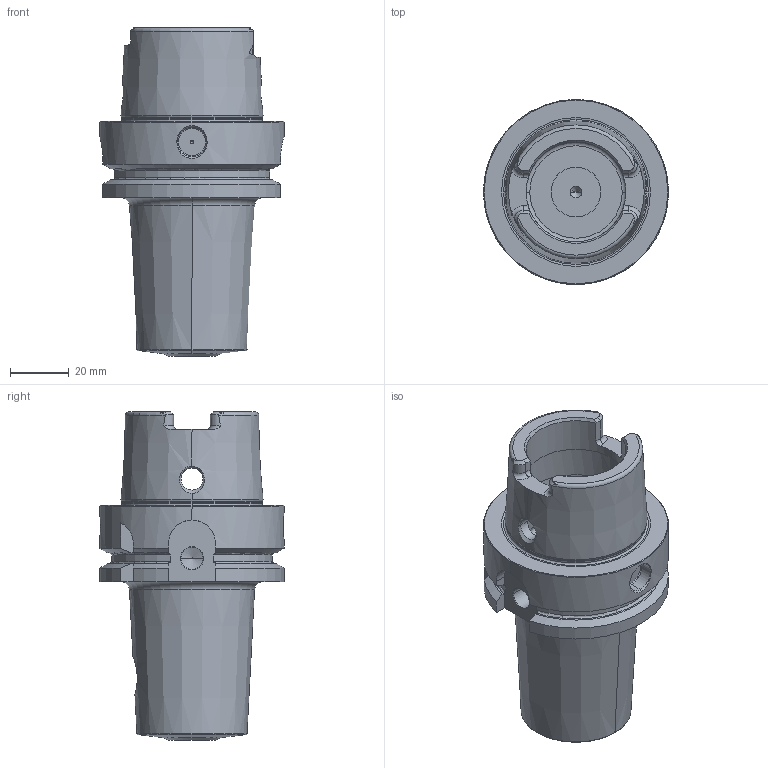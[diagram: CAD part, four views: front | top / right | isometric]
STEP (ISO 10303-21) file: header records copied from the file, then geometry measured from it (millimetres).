
FILE_DESCRIPTION((''),'2;1');
FILE_NAME('607223829-000-01-E43','2025-02-21T11:28:03',('muellerst1'),(''),'CREO PARAMETRIC BY PTC INC, 2021184','CREO PARAMETRIC BY PTC INC, 2021184','');
FILE_SCHEMA(('AP242_MANAGED_MODEL_BASED_3D_ENGINEERING_MIM_LF { 1 0 10303 442 1 1 4 }'));
Length unit declared in the file: millimetre
Products named in the file (1): 607223829-000-01-E43
Bounding box: 63 x 63 x 111.9 mm (x, y, z)
Volume: 142992.2 mm3; surface area: 31124.1 mm2
Topology: 1 solids, 1 shells, 215 faces, 536 edges, 327 vertices
Faces by surface type: cylinder 71, cone 62, plane 54, torus 28
Entity records: 11183 total; most frequent: CARTESIAN_POINT 3455, DIRECTION 1071, ORIENTED_EDGE 1060, PRESENTATION_STYLE_ASSIGNMENT 543, STYLED_ITEM 543, CURVE_STYLE 542, EDGE_CURVE 530, AXIS2_PLACEMENT_3D 432
